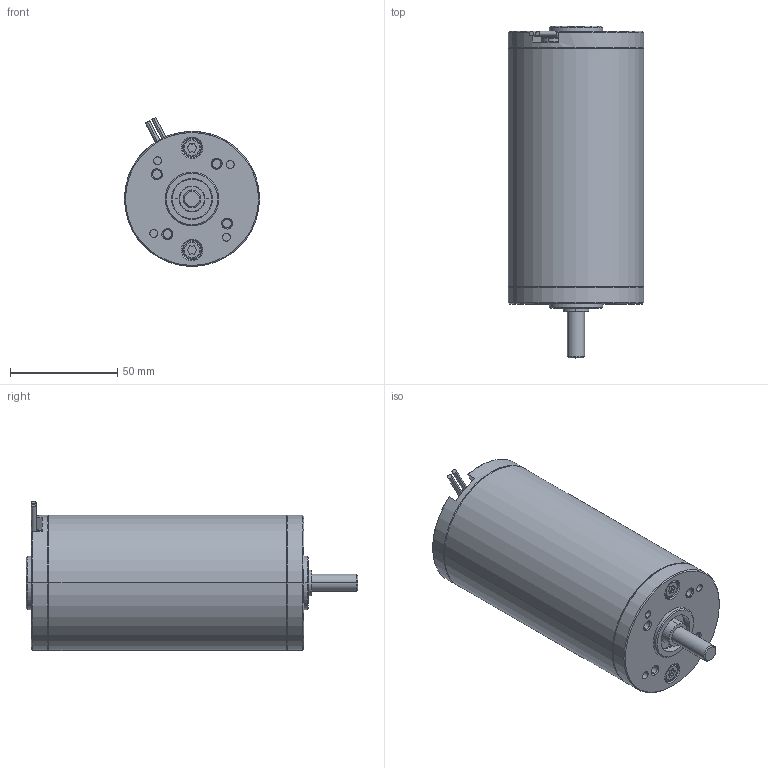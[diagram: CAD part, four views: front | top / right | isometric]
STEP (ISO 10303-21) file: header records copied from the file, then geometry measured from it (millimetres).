
FILE_DESCRIPTION((''),'2;1');
FILE_NAME('82890_PARFAIT_SW0001','2011-09-22T',('ALEDJA1'),('CROUZET-AUTOMATISMES'),'PRO/ENGINEER BY PARAMETRIC TECHNOLOGY CORPORATION, 2009090','PRO/ENGINEER BY PARAMETRIC TECHNOLOGY CORPORATION, 2009090','');
FILE_SCHEMA(('CONFIG_CONTROL_DESIGN'));
Length unit declared in the file: millimetre
Products named in the file (1): 82890_PARFAIT_SW0001
Bounding box: 63 x 154.77 x 69.48 mm (x, y, z)
Volume: 150399.1 mm3; surface area: 67496.9 mm2
Topology: 3 solids, 3 shells, 409 faces, 989 edges, 618 vertices
Faces by surface type: plane 163, cylinder 155, cone 75, torus 12, sphere 4
Entity records: 12868 total; most frequent: CARTESIAN_POINT 3088, DIRECTION 2170, ORIENTED_EDGE 1930, EDGE_CURVE 965, AXIS2_PLACEMENT_3D 848, VERTEX_POINT 618, VECTOR 474, LINE 474
